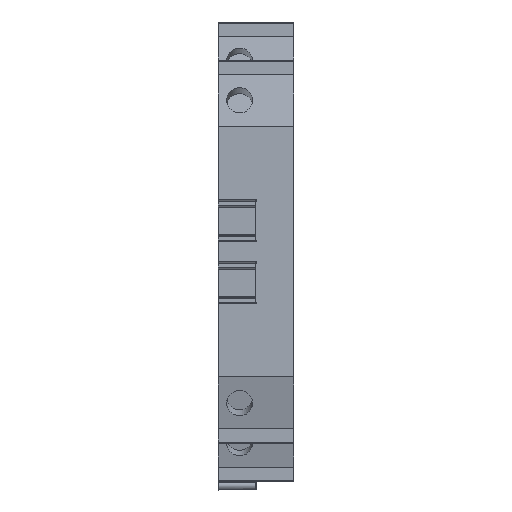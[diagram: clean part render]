
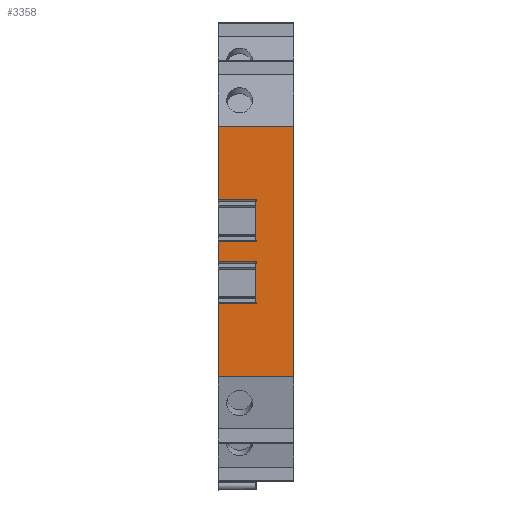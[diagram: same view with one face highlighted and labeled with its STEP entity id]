
A CAD part, top view. The second image highlights one B-rep face of the part: STEP entity #3358.
In plain terms, the highlighted planar face has unit normal (0, 0, 1).
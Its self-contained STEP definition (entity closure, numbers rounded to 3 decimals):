
#3292=AXIS2_PLACEMENT_3D('Plane Axis2P3D',#3289,#3290,#3291) ;
#396=CARTESIAN_POINT('Vertex',(0.,18.217,57.245)) ;
#399=CARTESIAN_POINT('Line Origine',(0.,24.138,57.245)) ;
#403=CARTESIAN_POINT('Vertex',(0.,30.058,57.245)) ;
#543=CARTESIAN_POINT('Vertex',(0.,36.858,57.245)) ;
#546=CARTESIAN_POINT('Line Origine',(0.,38.483,57.245)) ;
#550=CARTESIAN_POINT('Vertex',(0.,40.108,57.245)) ;
#690=CARTESIAN_POINT('Vertex',(0.,46.908,57.245)) ;
#693=CARTESIAN_POINT('Line Origine',(0.,52.829,57.245)) ;
#697=CARTESIAN_POINT('Vertex',(0.,58.75,57.245)) ;
#3255=CARTESIAN_POINT('Vertex',(12.2,18.217,57.245)) ;
#3258=CARTESIAN_POINT('Line Origine',(6.1,18.217,57.245)) ;
#3289=CARTESIAN_POINT('Axis2P3D Location',(5.1,58.75,57.245)) ;
#3294=CARTESIAN_POINT('Line Origine',(12.2,38.483,57.245)) ;
#3298=CARTESIAN_POINT('Vertex',(12.2,58.75,57.245)) ;
#3301=CARTESIAN_POINT('Line Origine',(6.1,58.75,57.245)) ;
#3306=CARTESIAN_POINT('Line Origine',(3.05,46.908,57.245)) ;
#3310=CARTESIAN_POINT('Vertex',(6.1,46.908,57.245)) ;
#3313=CARTESIAN_POINT('Line Origine',(6.1,43.508,57.245)) ;
#3317=CARTESIAN_POINT('Vertex',(6.1,40.108,57.245)) ;
#3320=CARTESIAN_POINT('Line Origine',(3.05,40.108,57.245)) ;
#3325=CARTESIAN_POINT('Line Origine',(3.05,36.858,57.245)) ;
#3329=CARTESIAN_POINT('Vertex',(6.1,36.858,57.245)) ;
#3332=CARTESIAN_POINT('Line Origine',(6.1,33.458,57.245)) ;
#3336=CARTESIAN_POINT('Vertex',(6.1,30.058,57.245)) ;
#3339=CARTESIAN_POINT('Line Origine',(3.05,30.058,57.245)) ;
#400=DIRECTION('Vector Direction',(0.,-1.,0.)) ;
#547=DIRECTION('Vector Direction',(0.,-1.,0.)) ;
#694=DIRECTION('Vector Direction',(0.,-1.,0.)) ;
#3259=DIRECTION('Vector Direction',(1.,0.,0.)) ;
#3290=DIRECTION('Axis2P3D Direction',(-0.,-0.,-1.)) ;
#3291=DIRECTION('Axis2P3D XDirection',(0.,-1.,0.)) ;
#3295=DIRECTION('Vector Direction',(0.,1.,0.)) ;
#3302=DIRECTION('Vector Direction',(1.,0.,0.)) ;
#3307=DIRECTION('Vector Direction',(-1.,0.,0.)) ;
#3314=DIRECTION('Vector Direction',(0.,1.,0.)) ;
#3321=DIRECTION('Vector Direction',(-1.,0.,0.)) ;
#3326=DIRECTION('Vector Direction',(-1.,0.,0.)) ;
#3333=DIRECTION('Vector Direction',(0.,1.,0.)) ;
#3340=DIRECTION('Vector Direction',(-1.,0.,0.)) ;
#401=VECTOR('Line Direction',#400,1.) ;
#548=VECTOR('Line Direction',#547,1.) ;
#695=VECTOR('Line Direction',#694,1.) ;
#3260=VECTOR('Line Direction',#3259,1.) ;
#3296=VECTOR('Line Direction',#3295,1.) ;
#3303=VECTOR('Line Direction',#3302,1.) ;
#3308=VECTOR('Line Direction',#3307,1.) ;
#3315=VECTOR('Line Direction',#3314,1.) ;
#3322=VECTOR('Line Direction',#3321,1.) ;
#3327=VECTOR('Line Direction',#3326,1.) ;
#3334=VECTOR('Line Direction',#3333,1.) ;
#3341=VECTOR('Line Direction',#3340,1.) ;
#3345=ORIENTED_EDGE('',*,*,#405,.T.) ;
#3346=ORIENTED_EDGE('',*,*,#3262,.T.) ;
#3347=ORIENTED_EDGE('',*,*,#3300,.F.) ;
#3348=ORIENTED_EDGE('',*,*,#3305,.F.) ;
#3349=ORIENTED_EDGE('',*,*,#699,.T.) ;
#3350=ORIENTED_EDGE('',*,*,#3312,.F.) ;
#3351=ORIENTED_EDGE('',*,*,#3319,.T.) ;
#3352=ORIENTED_EDGE('',*,*,#3324,.T.) ;
#3353=ORIENTED_EDGE('',*,*,#552,.T.) ;
#3354=ORIENTED_EDGE('',*,*,#3331,.F.) ;
#3355=ORIENTED_EDGE('',*,*,#3338,.T.) ;
#3356=ORIENTED_EDGE('',*,*,#3343,.T.) ;
#3358=ADVANCED_FACE('GEHAEUSE',(#3357),#3293,.F.) ;
#405=EDGE_CURVE('',#404,#397,#402,.T.) ;
#552=EDGE_CURVE('',#551,#544,#549,.T.) ;
#699=EDGE_CURVE('',#698,#691,#696,.T.) ;
#3262=EDGE_CURVE('',#397,#3256,#3261,.T.) ;
#3300=EDGE_CURVE('',#3299,#3256,#3297,.F.) ;
#3305=EDGE_CURVE('',#698,#3299,#3304,.T.) ;
#3312=EDGE_CURVE('',#3311,#691,#3309,.T.) ;
#3319=EDGE_CURVE('',#3311,#3318,#3316,.F.) ;
#3324=EDGE_CURVE('',#3318,#551,#3323,.T.) ;
#3331=EDGE_CURVE('',#3330,#544,#3328,.T.) ;
#3338=EDGE_CURVE('',#3330,#3337,#3335,.F.) ;
#3343=EDGE_CURVE('',#3337,#404,#3342,.T.) ;
#3344=EDGE_LOOP('',(#3345,#3346,#3347,#3348,#3349,#3350,#3351,#3352,#3353,#3354,#3355,#3356)) ;
#3357=FACE_OUTER_BOUND('',#3344,.T.) ;
#402=LINE('Line',#399,#401) ;
#549=LINE('Line',#546,#548) ;
#696=LINE('Line',#693,#695) ;
#3261=LINE('Line',#3258,#3260) ;
#3297=LINE('Line',#3294,#3296) ;
#3304=LINE('Line',#3301,#3303) ;
#3309=LINE('Line',#3306,#3308) ;
#3316=LINE('Line',#3313,#3315) ;
#3323=LINE('Line',#3320,#3322) ;
#3328=LINE('Line',#3325,#3327) ;
#3335=LINE('Line',#3332,#3334) ;
#3342=LINE('Line',#3339,#3341) ;
#3293=PLANE('',#3292) ;
#397=VERTEX_POINT('',#396) ;
#404=VERTEX_POINT('',#403) ;
#544=VERTEX_POINT('',#543) ;
#551=VERTEX_POINT('',#550) ;
#691=VERTEX_POINT('',#690) ;
#698=VERTEX_POINT('',#697) ;
#3256=VERTEX_POINT('',#3255) ;
#3299=VERTEX_POINT('',#3298) ;
#3311=VERTEX_POINT('',#3310) ;
#3318=VERTEX_POINT('',#3317) ;
#3330=VERTEX_POINT('',#3329) ;
#3337=VERTEX_POINT('',#3336) ;
